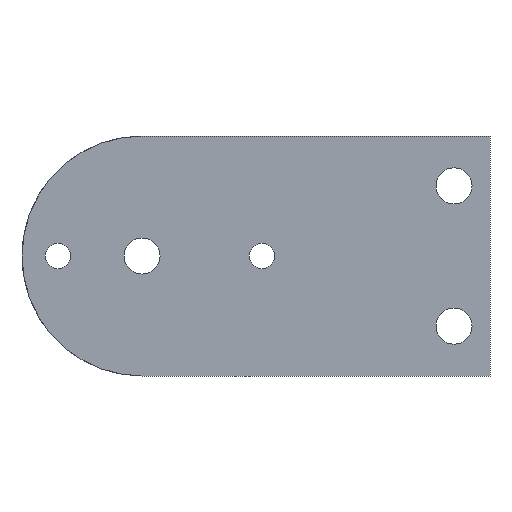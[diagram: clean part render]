
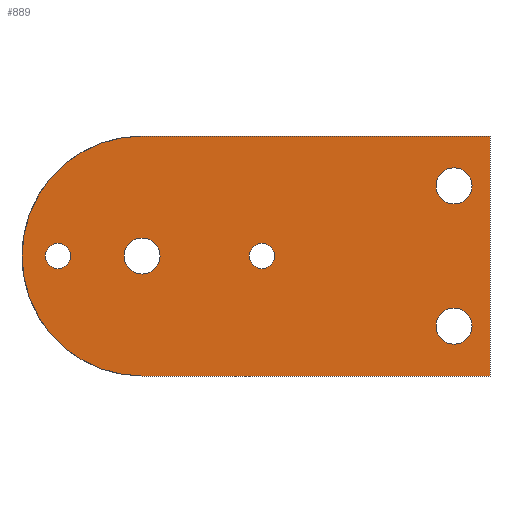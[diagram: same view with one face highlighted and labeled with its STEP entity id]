
A CAD part, front view. The second image highlights one B-rep face of the part: STEP entity #889.
In plain terms, the highlighted planar face has unit normal (0, -1, 0).
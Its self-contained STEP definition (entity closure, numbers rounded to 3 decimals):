
#1 = DIRECTION ( 'NONE',  ( 0., 0., 1. ) ) ;
#5 = EDGE_CURVE ( 'NONE', #626, #673, #66, .T. ) ;
#13 = CIRCLE ( 'NONE', #788, 1.05 ) ;
#15 = DIRECTION ( 'NONE',  ( -1., 0., 0. ) ) ;
#23 = EDGE_LOOP ( 'NONE', ( #83, #70 ) ) ;
#29 = AXIS2_PLACEMENT_3D ( 'NONE', #428, #792, #365 ) ;
#30 = CARTESIAN_POINT ( 'NONE',  ( 26., -10., 5.842 ) ) ;
#31 = EDGE_CURVE ( 'NONE', #339, #541, #259, .T. ) ;
#60 = PLANE ( 'NONE',  #359 ) ;
#61 = CIRCLE ( 'NONE', #521, 1.5 ) ;
#66 = CIRCLE ( 'NONE', #880, 1.5 ) ;
#70 = ORIENTED_EDGE ( 'NONE', *, *, #517, .F. ) ;
#75 = VECTOR ( 'NONE', #939, 1000. ) ;
#76 = EDGE_LOOP ( 'NONE', ( #584, #920 ) ) ;
#83 = ORIENTED_EDGE ( 'NONE', *, *, #220, .F. ) ;
#90 = CARTESIAN_POINT ( 'NONE',  ( 26., -10., -4.342 ) ) ;
#94 = CARTESIAN_POINT ( 'NONE',  ( 10., -10., 0. ) ) ;
#113 = VERTEX_POINT ( 'NONE', #502 ) ;
#143 = CIRCLE ( 'NONE', #847, 1.05 ) ;
#147 = CARTESIAN_POINT ( 'NONE',  ( 10., -10., -1.05 ) ) ;
#153 = EDGE_CURVE ( 'NONE', #261, #246, #171, .T. ) ;
#157 = LINE ( 'NONE', #872, #811 ) ;
#168 = DIRECTION ( 'NONE',  ( 0., 0., 1. ) ) ;
#171 = CIRCLE ( 'NONE', #405, 1.5 ) ;
#174 = CARTESIAN_POINT ( 'NONE',  ( 0., -10., -10. ) ) ;
#179 = ORIENTED_EDGE ( 'NONE', *, *, #750, .T. ) ;
#185 = EDGE_CURVE ( 'NONE', #339, #322, #368, .T. ) ;
#194 = DIRECTION ( 'NONE',  ( 0., 1., 0. ) ) ;
#201 = AXIS2_PLACEMENT_3D ( 'NONE', #94, #533, #890 ) ;
#202 = FACE_BOUND ( 'NONE', #317, .T. ) ;
#218 = ORIENTED_EDGE ( 'NONE', *, *, #185, .T. ) ;
#220 = EDGE_CURVE ( 'NONE', #113, #621, #666, .T. ) ;
#228 = CARTESIAN_POINT ( 'NONE',  ( 29., -10., 10. ) ) ;
#231 = DIRECTION ( 'NONE',  ( 1., 0., 0. ) ) ;
#243 = AXIS2_PLACEMENT_3D ( 'NONE', #928, #709, #915 ) ;
#246 = VERTEX_POINT ( 'NONE', #457 ) ;
#248 = EDGE_CURVE ( 'NONE', #540, #531, #638, .T. ) ;
#259 = CIRCLE ( 'NONE', #243, 10. ) ;
#261 = VERTEX_POINT ( 'NONE', #600 ) ;
#278 = CARTESIAN_POINT ( 'NONE',  ( 0., -10., 0. ) ) ;
#301 = CARTESIAN_POINT ( 'NONE',  ( 29., -10., -10. ) ) ;
#304 = DIRECTION ( 'NONE',  ( 0., -1., 0. ) ) ;
#317 = EDGE_LOOP ( 'NONE', ( #654, #179 ) ) ;
#319 = DIRECTION ( 'NONE',  ( 0., 1., 0. ) ) ;
#322 = VERTEX_POINT ( 'NONE', #453 ) ;
#323 = VECTOR ( 'NONE', #231, 1000. ) ;
#325 = DIRECTION ( 'NONE',  ( 0., 0., 1. ) ) ;
#339 = VERTEX_POINT ( 'NONE', #174 ) ;
#359 = AXIS2_PLACEMENT_3D ( 'NONE', #278, #419, #542 ) ;
#365 = DIRECTION ( 'NONE',  ( 0., 0., -1. ) ) ;
#368 = LINE ( 'NONE', #301, #323 ) ;
#371 = AXIS2_PLACEMENT_3D ( 'NONE', #690, #304, #519 ) ;
#373 = VERTEX_POINT ( 'NONE', #625 ) ;
#386 = DIRECTION ( 'NONE',  ( 0., 0., -1. ) ) ;
#391 = CARTESIAN_POINT ( 'NONE',  ( 26., -10., -5.842 ) ) ;
#405 = AXIS2_PLACEMENT_3D ( 'NONE', #942, #881, #1 ) ;
#414 = FACE_BOUND ( 'NONE', #840, .T. ) ;
#419 = DIRECTION ( 'NONE',  ( 0., 1., 0. ) ) ;
#424 = CARTESIAN_POINT ( 'NONE',  ( 26., -10., 7.342 ) ) ;
#426 = CARTESIAN_POINT ( 'NONE',  ( 0., -10., 10. ) ) ;
#428 = CARTESIAN_POINT ( 'NONE',  ( 26., -10., -5.842 ) ) ;
#453 = CARTESIAN_POINT ( 'NONE',  ( 29., -10., -10. ) ) ;
#456 = CARTESIAN_POINT ( 'NONE',  ( 29., -10., 10. ) ) ;
#457 = CARTESIAN_POINT ( 'NONE',  ( 0., -10., -1.5 ) ) ;
#461 = CARTESIAN_POINT ( 'NONE',  ( 26., -10., 4.342 ) ) ;
#476 = CIRCLE ( 'NONE', #29, 1.5 ) ;
#488 = FACE_BOUND ( 'NONE', #76, .T. ) ;
#495 = CIRCLE ( 'NONE', #798, 1.5 ) ;
#496 = CARTESIAN_POINT ( 'NONE',  ( 26., -10., -7.342 ) ) ;
#500 = LINE ( 'NONE', #228, #75 ) ;
#502 = CARTESIAN_POINT ( 'NONE',  ( 10., -10., 1.05 ) ) ;
#504 = DIRECTION ( 'NONE',  ( 0., 0., 1. ) ) ;
#507 = ORIENTED_EDGE ( 'NONE', *, *, #577, .T. ) ;
#515 = AXIS2_PLACEMENT_3D ( 'NONE', #391, #814, #386 ) ;
#517 = EDGE_CURVE ( 'NONE', #621, #113, #13, .T. ) ;
#518 = EDGE_LOOP ( 'NONE', ( #897, #218, #736, #507 ) ) ;
#519 = DIRECTION ( 'NONE',  ( 0., 0., 1. ) ) ;
#521 = AXIS2_PLACEMENT_3D ( 'NONE', #670, #537, #168 ) ;
#531 = VERTEX_POINT ( 'NONE', #90 ) ;
#533 = DIRECTION ( 'NONE',  ( 0., -1., 0. ) ) ;
#537 = DIRECTION ( 'NONE',  ( 0., 1., 0. ) ) ;
#540 = VERTEX_POINT ( 'NONE', #496 ) ;
#541 = VERTEX_POINT ( 'NONE', #426 ) ;
#542 = DIRECTION ( 'NONE',  ( 0., 0., 1. ) ) ;
#548 = FACE_BOUND ( 'NONE', #765, .T. ) ;
#561 = ORIENTED_EDGE ( 'NONE', *, *, #153, .T. ) ;
#573 = CARTESIAN_POINT ( 'NONE',  ( -7., -10., 1.05 ) ) ;
#577 = EDGE_CURVE ( 'NONE', #692, #541, #157, .T. ) ;
#579 = VERTEX_POINT ( 'NONE', #573 ) ;
#581 = EDGE_CURVE ( 'NONE', #322, #692, #500, .T. ) ;
#584 = ORIENTED_EDGE ( 'NONE', *, *, #923, .T. ) ;
#600 = CARTESIAN_POINT ( 'NONE',  ( 0., -10., 1.5 ) ) ;
#621 = VERTEX_POINT ( 'NONE', #147 ) ;
#625 = CARTESIAN_POINT ( 'NONE',  ( -7., -10., -1.05 ) ) ;
#626 = VERTEX_POINT ( 'NONE', #424 ) ;
#638 = CIRCLE ( 'NONE', #515, 1.5 ) ;
#654 = ORIENTED_EDGE ( 'NONE', *, *, #5, .T. ) ;
#666 = CIRCLE ( 'NONE', #201, 1.05 ) ;
#670 = CARTESIAN_POINT ( 'NONE',  ( 0., -10., 0. ) ) ;
#673 = VERTEX_POINT ( 'NONE', #461 ) ;
#690 = CARTESIAN_POINT ( 'NONE',  ( -7., -10., 0. ) ) ;
#692 = VERTEX_POINT ( 'NONE', #456 ) ;
#703 = CARTESIAN_POINT ( 'NONE',  ( 26., -10., 5.842 ) ) ;
#706 = CARTESIAN_POINT ( 'NONE',  ( -7., -10., 0. ) ) ;
#709 = DIRECTION ( 'NONE',  ( 0., 1., 0. ) ) ;
#710 = FACE_OUTER_BOUND ( 'NONE', #518, .T. ) ;
#714 = CIRCLE ( 'NONE', #371, 1.05 ) ;
#715 = DIRECTION ( 'NONE',  ( 0., 0., 1. ) ) ;
#724 = EDGE_CURVE ( 'NONE', #246, #261, #61, .T. ) ;
#726 = CARTESIAN_POINT ( 'NONE',  ( 10., -10., 0. ) ) ;
#727 = ORIENTED_EDGE ( 'NONE', *, *, #724, .T. ) ;
#733 = DIRECTION ( 'NONE',  ( 0., -1., 0. ) ) ;
#736 = ORIENTED_EDGE ( 'NONE', *, *, #581, .T. ) ;
#750 = EDGE_CURVE ( 'NONE', #673, #626, #495, .T. ) ;
#752 = EDGE_CURVE ( 'NONE', #579, #373, #714, .T. ) ;
#765 = EDGE_LOOP ( 'NONE', ( #907, #769 ) ) ;
#769 = ORIENTED_EDGE ( 'NONE', *, *, #810, .F. ) ;
#777 = FACE_BOUND ( 'NONE', #23, .T. ) ;
#788 = AXIS2_PLACEMENT_3D ( 'NONE', #726, #733, #504 ) ;
#792 = DIRECTION ( 'NONE',  ( 0., 1., 0. ) ) ;
#798 = AXIS2_PLACEMENT_3D ( 'NONE', #30, #319, #325 ) ;
#810 = EDGE_CURVE ( 'NONE', #373, #579, #143, .T. ) ;
#811 = VECTOR ( 'NONE', #15, 1000. ) ;
#814 = DIRECTION ( 'NONE',  ( 0., 1., 0. ) ) ;
#840 = EDGE_LOOP ( 'NONE', ( #727, #561 ) ) ;
#841 = DIRECTION ( 'NONE',  ( 0., -1., 0. ) ) ;
#847 = AXIS2_PLACEMENT_3D ( 'NONE', #706, #841, #917 ) ;
#872 = CARTESIAN_POINT ( 'NONE',  ( 0., -10., 10. ) ) ;
#880 = AXIS2_PLACEMENT_3D ( 'NONE', #703, #194, #715 ) ;
#881 = DIRECTION ( 'NONE',  ( 0., 1., 0. ) ) ;
#889 = ADVANCED_FACE ( 'NONE', ( #414, #202, #488, #777, #548, #710 ), #60, .F. ) ;
#890 = DIRECTION ( 'NONE',  ( 0., 0., 1. ) ) ;
#897 = ORIENTED_EDGE ( 'NONE', *, *, #31, .F. ) ;
#907 = ORIENTED_EDGE ( 'NONE', *, *, #752, .F. ) ;
#915 = DIRECTION ( 'NONE',  ( 0., 0., 1. ) ) ;
#917 = DIRECTION ( 'NONE',  ( 0., 0., 1. ) ) ;
#920 = ORIENTED_EDGE ( 'NONE', *, *, #248, .T. ) ;
#923 = EDGE_CURVE ( 'NONE', #531, #540, #476, .T. ) ;
#928 = CARTESIAN_POINT ( 'NONE',  ( 0., -10., 0. ) ) ;
#939 = DIRECTION ( 'NONE',  ( 0., 0., 1. ) ) ;
#942 = CARTESIAN_POINT ( 'NONE',  ( 0., -10., 0. ) ) ;
